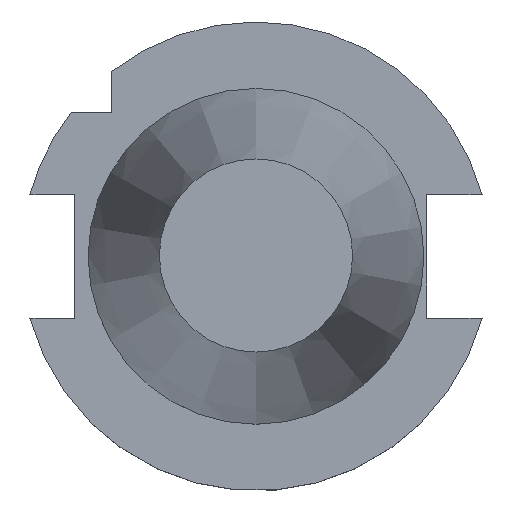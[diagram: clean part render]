
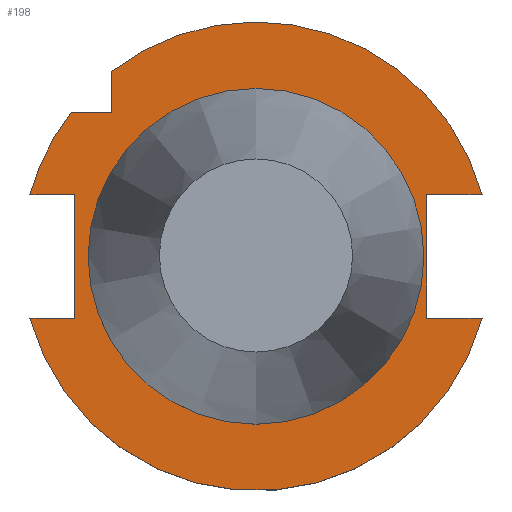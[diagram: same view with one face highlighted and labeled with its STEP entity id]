
A CAD part, top view. The second image highlights one B-rep face of the part: STEP entity #198.
In plain terms, the highlighted planar face has unit normal (0, 0, 1).
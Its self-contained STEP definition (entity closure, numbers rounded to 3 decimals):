
#168=EDGE_CURVE('240[2]',#516,#517,#518,.T.);
#184=EDGE_CURVE('240[2]',#525,#544,#545,.T.);
#198=ADVANCED_FACE('240[2]',(#567,#568),#569,.T.);
#211=EDGE_CURVE('240[2]',#587,#587,#588,.T.);
#224=EDGE_CURVE('240[2]',#605,#606,#607,.T.);
#270=EDGE_CURVE('240[2]',#679,#626,#680,.T.);
#329=EDGE_CURVE('240[2]',#605,#766,#767,.T.);
#335=EDGE_CURVE('240[2]',#606,#679,#773,.T.);
#367=EDGE_CURVE('240[2]',#525,#517,#814,.T.);
#373=EDGE_CURVE('240[2]',#544,#547,#820,.T.);
#435=EDGE_CURVE('240[2]',#750,#626,#897,.T.);
#464=EDGE_CURVE('240[2]',#547,#766,#931,.T.);
#478=EDGE_CURVE('240[2]',#750,#516,#947,.T.);
#516=VERTEX_POINT('',#981);
#517=VERTEX_POINT('',#982);
#518=LINE('',#983,#984);
#525=VERTEX_POINT('',#993);
#544=VERTEX_POINT('',#1027);
#545=LINE('',#1028,#1029);
#547=VERTEX_POINT('',#1032);
#567=FACE_BOUND('',#1067,.T.);
#568=FACE_OUTER_BOUND('',#1068,.T.);
#569=PLANE('',#1069);
#587=VERTEX_POINT('',#1095);
#588=CIRCLE('',#1096,34.925);
#605=VERTEX_POINT('',#1127);
#606=VERTEX_POINT('',#1128);
#607=LINE('',#1129,#1130);
#626=VERTEX_POINT('',#1154);
#679=VERTEX_POINT('',#1319);
#680=LINE('',#1320,#1321);
#750=VERTEX_POINT('',#1422);
#766=VERTEX_POINT('',#1447);
#767=CIRCLE('',#1448,48.75);
#773=LINE('',#1459,#1460);
#814=CIRCLE('',#1522,48.75);
#820=LINE('',#1597,#1598);
#897=CIRCLE('',#1727,48.75);
#931=LINE('',#1794,#1795);
#947=LINE('',#1820,#1821);
#981=CARTESIAN_POINT('',(-30.0,30.0,-3.2));
#982=CARTESIAN_POINT('',(-38.426,30.0,-3.2));
#983=CARTESIAN_POINT('',(-18.059,30.0,-3.2));
#984=VECTOR('',#1870,1.0);
#993=CARTESIAN_POINT('',(-47.026,12.85,-3.2));
#1027=CARTESIAN_POINT('',(-37.7,12.85,-3.2));
#1028=CARTESIAN_POINT('',(-21.972,12.85,-3.2));
#1029=VECTOR('',#1899,1.0);
#1032=CARTESIAN_POINT('',(-37.7,-12.85,-3.2));
#1067=EDGE_LOOP('',(#1907));
#1068=EDGE_LOOP('',(#1908,#1909,#1910,#1911,#1912,#1913,#1914,#1915,#1916,#1917,#1918));
#1069=AXIS2_PLACEMENT_3D('',#1919,#1920,#1921);
#1095=CARTESIAN_POINT('',(0.,34.925,-3.2));
#1096=AXIS2_PLACEMENT_3D('',#1938,#1939,#1940);
#1127=CARTESIAN_POINT('',(47.026,-12.85,-3.2));
#1128=CARTESIAN_POINT('',(35.5,-12.85,-3.2));
#1129=CARTESIAN_POINT('',(21.422,-12.85,-3.2));
#1130=VECTOR('',#1962,1.0);
#1154=CARTESIAN_POINT('',(47.026,12.85,-3.2));
#1319=CARTESIAN_POINT('',(35.5,12.85,-3.2));
#1320=CARTESIAN_POINT('',(21.422,12.85,-3.2));
#1321=VECTOR('',#2031,1.0);
#1422=CARTESIAN_POINT('',(-30.0,38.426,-3.2));
#1447=CARTESIAN_POINT('',(-47.026,-12.85,-3.2));
#1448=AXIS2_PLACEMENT_3D('',#2147,#2148,#2149);
#1459=CARTESIAN_POINT('',(35.5,20.919,-3.2));
#1460=VECTOR('',#2152,1.0);
#1522=AXIS2_PLACEMENT_3D('',#2193,#2194,#2195);
#1597=CARTESIAN_POINT('',(-37.7,20.919,-3.2));
#1598=VECTOR('',#2197,1.0);
#1727=AXIS2_PLACEMENT_3D('',#2300,#2301,#2302);
#1794=CARTESIAN_POINT('',(-21.972,-12.85,-3.2));
#1795=VECTOR('',#2348,1.0);
#1820=CARTESIAN_POINT('',(-30.0,38.978,-3.2));
#1821=VECTOR('',#2374,1.0);
#1870=DIRECTION('',(-1.0,0.0,0.));
#1899=DIRECTION('',(1.0,0.,0.));
#1907=ORIENTED_EDGE('',*,*,#211,.T.);
#1908=ORIENTED_EDGE('',*,*,#478,.T.);
#1909=ORIENTED_EDGE('',*,*,#168,.T.);
#1910=ORIENTED_EDGE('',*,*,#367,.F.);
#1911=ORIENTED_EDGE('',*,*,#184,.T.);
#1912=ORIENTED_EDGE('',*,*,#373,.T.);
#1913=ORIENTED_EDGE('',*,*,#464,.T.);
#1914=ORIENTED_EDGE('',*,*,#329,.F.);
#1915=ORIENTED_EDGE('',*,*,#224,.T.);
#1916=ORIENTED_EDGE('',*,*,#335,.T.);
#1917=ORIENTED_EDGE('',*,*,#270,.T.);
#1918=ORIENTED_EDGE('',*,*,#435,.F.);
#1919=CARTESIAN_POINT('',(0.,41.838,-3.2));
#1920=DIRECTION('',(0.,0.,1.0));
#1921=DIRECTION('',(0.,-1.0,0.));
#1938=CARTESIAN_POINT('',(0.,0.,-3.2));
#1939=DIRECTION('',(0.,0.,-1.0));
#1940=DIRECTION('',(0.,1.0,0.));
#1962=DIRECTION('',(-1.0,0.,0.));
#2031=DIRECTION('',(1.0,0.,0.));
#2147=CARTESIAN_POINT('',(0.,0.,-3.2));
#2148=DIRECTION('',(0.,0.,-1.0));
#2149=DIRECTION('',(0.,1.0,0.));
#2152=DIRECTION('',(0.0,1.0,0.));
#2193=CARTESIAN_POINT('',(0.,0.,-3.2));
#2194=DIRECTION('',(0.,0.,-1.0));
#2195=DIRECTION('',(0.,1.0,0.));
#2197=DIRECTION('',(0.0,-1.0,0.));
#2300=CARTESIAN_POINT('',(0.,0.,-3.2));
#2301=DIRECTION('',(0.,0.,-1.0));
#2302=DIRECTION('',(0.,1.0,0.));
#2348=DIRECTION('',(-1.0,0.,0.));
#2374=DIRECTION('',(0.0,-1.0,0.));
